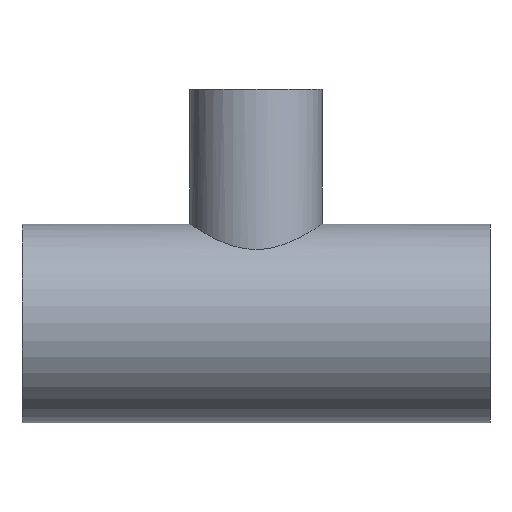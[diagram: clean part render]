
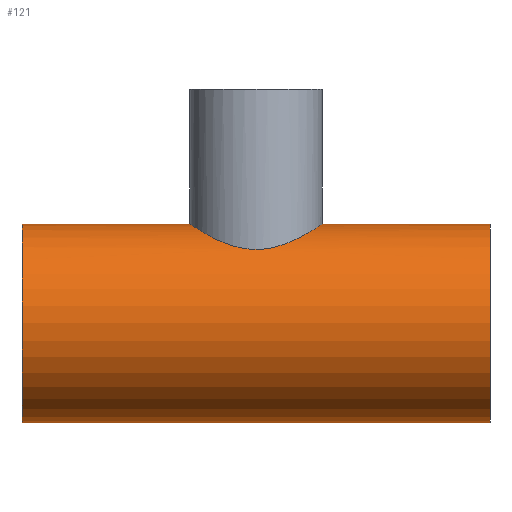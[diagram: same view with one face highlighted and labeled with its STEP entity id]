
A CAD part, front view. The second image highlights one B-rep face of the part: STEP entity #121.
In plain terms, the highlighted cylindrical face has radius 38.15 mm (diameter 76.3 mm), a full revolution.
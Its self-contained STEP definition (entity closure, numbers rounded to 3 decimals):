
#21=FACE_BOUND('',#39,.T.);
#28=FACE_OUTER_BOUND('',#38,.T.);
#38=EDGE_LOOP('',(#104,#105,#106,#107));
#39=EDGE_LOOP('',(#108,#109));
#46=CIRCLE('',#152,38.15);
#47=CIRCLE('',#154,38.15);
#51=LINE('',#350,#55);
#55=VECTOR('',#185,38.15);
#58=B_SPLINE_CURVE_WITH_KNOTS('',3,(#275,#276,#277,#278,#279,#280,#281,
#282,#283,#284,#285,#286,#287,#288,#289,#290,#291,#292),.UNSPECIFIED.,.F.,
 .F.,(4,2,2,2,2,2,2,2,4),(0.,0.501,1.002,1.503,
2.004,2.499,2.995,3.49,3.986),
 .UNSPECIFIED.);
#59=B_SPLINE_CURVE_WITH_KNOTS('',3,(#293,#294,#295,#296,#297,#298,#299,
#300,#301,#302,#303,#304,#305,#306,#307,#308,#309,#310,#311,#312,#313,#314,
#315,#316,#317,#318,#319,#320,#321,#322,#323,#324,#325,#326,#327,#328,#329,
#330,#331,#332,#333,#334,#335,#336,#337,#338,#339,#340,#341,#342),
 .UNSPECIFIED.,.F.,.F.,(4,2,2,2,2,2,2,2,2,2,2,2,2,2,2,2,2,2,2,2,2,2,2,2,
4),(3.986,4.481,4.977,5.472,
5.968,6.469,6.97,7.471,7.972,
8.473,8.973,9.474,9.975,10.471,
10.966,11.462,11.957,12.453,12.948,
13.444,13.939,14.44,14.941,15.442,
15.943),.UNSPECIFIED.);
#66=VERTEX_POINT('',#272);
#67=VERTEX_POINT('',#274);
#68=VERTEX_POINT('',#345);
#69=VERTEX_POINT('',#348);
#79=EDGE_CURVE('',#67,#66,#58,.T.);
#80=EDGE_CURVE('',#66,#67,#59,.T.);
#81=EDGE_CURVE('',#68,#68,#46,.T.);
#82=EDGE_CURVE('',#69,#69,#47,.T.);
#83=EDGE_CURVE('',#69,#68,#51,.T.);
#104=ORIENTED_EDGE('',*,*,#82,.F.);
#105=ORIENTED_EDGE('',*,*,#83,.T.);
#106=ORIENTED_EDGE('',*,*,#81,.F.);
#107=ORIENTED_EDGE('',*,*,#83,.F.);
#108=ORIENTED_EDGE('',*,*,#79,.T.);
#109=ORIENTED_EDGE('',*,*,#80,.T.);
#115=CYLINDRICAL_SURFACE('',#153,38.15);
#121=ADVANCED_FACE('',(#28,#21),#115,.T.);
#152=AXIS2_PLACEMENT_3D('',#346,#179,#180);
#153=AXIS2_PLACEMENT_3D('',#347,#181,#182);
#154=AXIS2_PLACEMENT_3D('',#349,#183,#184);
#179=DIRECTION('center_axis',(-1.,0.,0.));
#180=DIRECTION('ref_axis',(0.,1.,0.));
#181=DIRECTION('center_axis',(1.,0.,0.));
#182=DIRECTION('ref_axis',(0.,1.,0.));
#183=DIRECTION('center_axis',(1.,0.,0.));
#184=DIRECTION('ref_axis',(0.,1.,0.));
#185=DIRECTION('',(-1.,0.,0.));
#272=CARTESIAN_POINT('',(-25.4,0.,38.15));
#274=CARTESIAN_POINT('',(0.,-25.4,28.465));
#275=CARTESIAN_POINT('Ctrl Pts',(0.,-25.4,28.465));
#276=CARTESIAN_POINT('Ctrl Pts',(-1.67,-25.4,28.465));
#277=CARTESIAN_POINT('Ctrl Pts',(-3.366,-25.233,28.617));
#278=CARTESIAN_POINT('Ctrl Pts',(-6.692,-24.561,29.195));
#279=CARTESIAN_POINT('Ctrl Pts',(-8.322,-24.057,29.621));
#280=CARTESIAN_POINT('Ctrl Pts',(-11.421,-22.75,30.636));
#281=CARTESIAN_POINT('Ctrl Pts',(-12.893,-21.946,31.225));
#282=CARTESIAN_POINT('Ctrl Pts',(-15.611,-20.104,32.442));
#283=CARTESIAN_POINT('Ctrl Pts',(-16.856,-19.065,33.068));
#284=CARTESIAN_POINT('Ctrl Pts',(-19.053,-16.868,34.241));
#285=CARTESIAN_POINT('Ctrl Pts',(-20.09,-15.629,34.832));
#286=CARTESIAN_POINT('Ctrl Pts',(-21.936,-12.911,35.929));
#287=CARTESIAN_POINT('Ctrl Pts',(-22.745,-11.431,36.433));
#288=CARTESIAN_POINT('Ctrl Pts',(-24.06,-8.315,37.268));
#289=CARTESIAN_POINT('Ctrl Pts',(-24.566,-6.674,37.599));
#290=CARTESIAN_POINT('Ctrl Pts',(-25.236,-3.343,38.04));
#291=CARTESIAN_POINT('Ctrl Pts',(-25.4,-1.652,38.15));
#292=CARTESIAN_POINT('Ctrl Pts',(-25.4,0.,38.15));
#293=CARTESIAN_POINT('Ctrl Pts',(-25.4,0.,38.15));
#294=CARTESIAN_POINT('Ctrl Pts',(-25.4,1.652,38.15));
#295=CARTESIAN_POINT('Ctrl Pts',(-25.236,3.343,38.04));
#296=CARTESIAN_POINT('Ctrl Pts',(-24.566,6.674,37.599));
#297=CARTESIAN_POINT('Ctrl Pts',(-24.06,8.315,37.268));
#298=CARTESIAN_POINT('Ctrl Pts',(-22.745,11.431,36.433));
#299=CARTESIAN_POINT('Ctrl Pts',(-21.936,12.911,35.929));
#300=CARTESIAN_POINT('Ctrl Pts',(-20.09,15.629,34.832));
#301=CARTESIAN_POINT('Ctrl Pts',(-19.053,16.868,34.241));
#302=CARTESIAN_POINT('Ctrl Pts',(-16.856,19.065,33.068));
#303=CARTESIAN_POINT('Ctrl Pts',(-15.611,20.104,32.442));
#304=CARTESIAN_POINT('Ctrl Pts',(-12.893,21.946,31.225));
#305=CARTESIAN_POINT('Ctrl Pts',(-11.421,22.75,30.636));
#306=CARTESIAN_POINT('Ctrl Pts',(-8.322,24.057,29.621));
#307=CARTESIAN_POINT('Ctrl Pts',(-6.692,24.561,29.195));
#308=CARTESIAN_POINT('Ctrl Pts',(-3.366,25.233,28.617));
#309=CARTESIAN_POINT('Ctrl Pts',(-1.67,25.4,28.465));
#310=CARTESIAN_POINT('Ctrl Pts',(1.67,25.4,28.465));
#311=CARTESIAN_POINT('Ctrl Pts',(3.366,25.233,28.617));
#312=CARTESIAN_POINT('Ctrl Pts',(6.692,24.561,29.195));
#313=CARTESIAN_POINT('Ctrl Pts',(8.322,24.057,29.621));
#314=CARTESIAN_POINT('Ctrl Pts',(11.421,22.75,30.636));
#315=CARTESIAN_POINT('Ctrl Pts',(12.893,21.946,31.225));
#316=CARTESIAN_POINT('Ctrl Pts',(15.611,20.104,32.442));
#317=CARTESIAN_POINT('Ctrl Pts',(16.856,19.065,33.068));
#318=CARTESIAN_POINT('Ctrl Pts',(19.053,16.868,34.241));
#319=CARTESIAN_POINT('Ctrl Pts',(20.09,15.629,34.832));
#320=CARTESIAN_POINT('Ctrl Pts',(21.936,12.911,35.929));
#321=CARTESIAN_POINT('Ctrl Pts',(22.745,11.431,36.433));
#322=CARTESIAN_POINT('Ctrl Pts',(24.06,8.315,37.268));
#323=CARTESIAN_POINT('Ctrl Pts',(24.566,6.674,37.599));
#324=CARTESIAN_POINT('Ctrl Pts',(25.236,3.343,38.04));
#325=CARTESIAN_POINT('Ctrl Pts',(25.4,1.652,38.15));
#326=CARTESIAN_POINT('Ctrl Pts',(25.4,-1.652,38.15));
#327=CARTESIAN_POINT('Ctrl Pts',(25.236,-3.343,38.04));
#328=CARTESIAN_POINT('Ctrl Pts',(24.566,-6.674,37.599));
#329=CARTESIAN_POINT('Ctrl Pts',(24.06,-8.315,37.268));
#330=CARTESIAN_POINT('Ctrl Pts',(22.745,-11.431,36.433));
#331=CARTESIAN_POINT('Ctrl Pts',(21.936,-12.911,35.929));
#332=CARTESIAN_POINT('Ctrl Pts',(20.09,-15.629,34.832));
#333=CARTESIAN_POINT('Ctrl Pts',(19.053,-16.868,34.241));
#334=CARTESIAN_POINT('Ctrl Pts',(16.856,-19.065,33.068));
#335=CARTESIAN_POINT('Ctrl Pts',(15.611,-20.104,32.442));
#336=CARTESIAN_POINT('Ctrl Pts',(12.893,-21.946,31.225));
#337=CARTESIAN_POINT('Ctrl Pts',(11.421,-22.75,30.636));
#338=CARTESIAN_POINT('Ctrl Pts',(8.322,-24.057,29.621));
#339=CARTESIAN_POINT('Ctrl Pts',(6.692,-24.561,29.195));
#340=CARTESIAN_POINT('Ctrl Pts',(3.366,-25.233,28.617));
#341=CARTESIAN_POINT('Ctrl Pts',(1.67,-25.4,28.465));
#342=CARTESIAN_POINT('Ctrl Pts',(0.,-25.4,28.465));
#345=CARTESIAN_POINT('',(-90.,-38.15,0.));
#346=CARTESIAN_POINT('Origin',(-90.,0.,0.));
#347=CARTESIAN_POINT('Origin',(0.,0.,0.));
#348=CARTESIAN_POINT('',(90.,-38.15,0.));
#349=CARTESIAN_POINT('Origin',(90.,0.,0.));
#350=CARTESIAN_POINT('',(0.,-38.15,0.));
